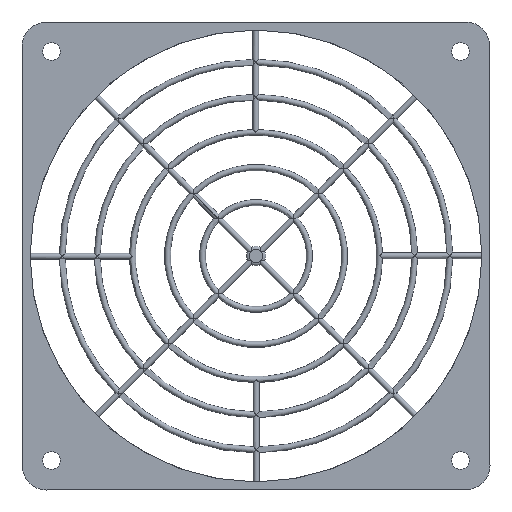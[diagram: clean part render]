
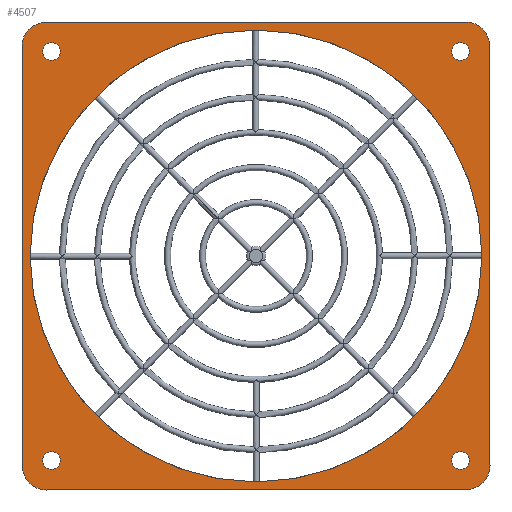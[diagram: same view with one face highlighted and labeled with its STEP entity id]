
A CAD part, front view. The second image highlights one B-rep face of the part: STEP entity #4507.
In plain terms, the highlighted planar face has unit normal (0, -1, 0).
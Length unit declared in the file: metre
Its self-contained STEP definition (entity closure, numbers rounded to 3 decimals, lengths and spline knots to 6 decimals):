
#628=LINE('',#7967,#950);
#630=LINE('',#7971,#952);
#634=LINE('',#7980,#956);
#638=LINE('',#8014,#960);
#950=VECTOR('',#6086,1.);
#952=VECTOR('',#6090,1.);
#956=VECTOR('',#6096,1.);
#960=VECTOR('',#6132,1.);
#2251=ORIENTED_EDGE('',*,*,#2932,.F.);
#2252=ORIENTED_EDGE('',*,*,#2917,.F.);
#2253=ORIENTED_EDGE('',*,*,#2898,.T.);
#2254=ORIENTED_EDGE('',*,*,#2934,.T.);
#2255=ORIENTED_EDGE('',*,*,#2900,.T.);
#2256=ORIENTED_EDGE('',*,*,#2935,.T.);
#2257=ORIENTED_EDGE('',*,*,#2904,.T.);
#2258=ORIENTED_EDGE('',*,*,#2936,.T.);
#2259=ORIENTED_EDGE('',*,*,#2918,.F.);
#2260=ORIENTED_EDGE('',*,*,#2937,.T.);
#2261=ORIENTED_EDGE('',*,*,#2931,.F.);
#2262=ORIENTED_EDGE('',*,*,#2930,.F.);
#2263=ORIENTED_EDGE('',*,*,#2933,.F.);
#2898=EDGE_CURVE('',#3299,#3298,#628,.T.);
#2900=EDGE_CURVE('',#3300,#3301,#630,.T.);
#2904=EDGE_CURVE('',#3304,#3305,#634,.T.);
#2917=EDGE_CURVE('',#3317,#3317,#3505,.T.);
#2918=EDGE_CURVE('',#3318,#3319,#638,.T.);
#2930=EDGE_CURVE('',#3326,#3326,#3514,.T.);
#2931=EDGE_CURVE('',#3327,#3327,#3515,.T.);
#2932=EDGE_CURVE('',#3328,#3328,#3516,.T.);
#2933=EDGE_CURVE('',#3329,#3329,#3517,.T.);
#2934=EDGE_CURVE('',#3298,#3300,#3518,.T.);
#2935=EDGE_CURVE('',#3301,#3304,#3519,.T.);
#2936=EDGE_CURVE('',#3305,#3319,#3520,.T.);
#2937=EDGE_CURVE('',#3318,#3299,#3521,.T.);
#3298=VERTEX_POINT('',#7966);
#3299=VERTEX_POINT('',#7968);
#3300=VERTEX_POINT('',#7972);
#3301=VERTEX_POINT('',#7973);
#3304=VERTEX_POINT('',#7981);
#3305=VERTEX_POINT('',#7982);
#3317=VERTEX_POINT('',#8012);
#3318=VERTEX_POINT('',#8015);
#3319=VERTEX_POINT('',#8016);
#3326=VERTEX_POINT('',#8041);
#3327=VERTEX_POINT('',#8044);
#3328=VERTEX_POINT('',#8047);
#3329=VERTEX_POINT('',#8050);
#3505=CIRCLE('',#4950,0.058);
#3514=CIRCLE('',#4966,0.00225);
#3515=CIRCLE('',#4968,0.00225);
#3516=CIRCLE('',#4970,0.00225);
#3517=CIRCLE('',#4972,0.00225);
#3518=CIRCLE('',#4974,0.006);
#3519=CIRCLE('',#4975,0.006);
#3520=CIRCLE('',#4976,0.006);
#3521=CIRCLE('',#4977,0.006);
#3836=EDGE_LOOP('',(#2251));
#3837=EDGE_LOOP('',(#2252));
#3838=EDGE_LOOP('',(#2253,#2254,#2255,#2256,#2257,#2258,#2259,#2260));
#3839=EDGE_LOOP('',(#2261));
#3840=EDGE_LOOP('',(#2262));
#3841=EDGE_LOOP('',(#2263));
#4160=FACE_BOUND('',#3836,.T.);
#4161=FACE_BOUND('',#3837,.T.);
#4162=FACE_BOUND('',#3838,.T.);
#4163=FACE_BOUND('',#3839,.T.);
#4164=FACE_BOUND('',#3840,.T.);
#4165=FACE_BOUND('',#3841,.T.);
#4259=PLANE('',#4973);
#4507=ADVANCED_FACE('',(#4160,#4161,#4162,#4163,#4164,#4165),#4259,.T.);
#4950=AXIS2_PLACEMENT_3D('',#8011,#6128,#6129);
#4966=AXIS2_PLACEMENT_3D('',#8040,#6164,#6165);
#4968=AXIS2_PLACEMENT_3D('',#8043,#6168,#6169);
#4970=AXIS2_PLACEMENT_3D('',#8046,#6172,#6173);
#4972=AXIS2_PLACEMENT_3D('',#8049,#6176,#6177);
#4973=AXIS2_PLACEMENT_3D('',#8051,#6178,#6179);
#4974=AXIS2_PLACEMENT_3D('',#8052,#6180,#6181);
#4975=AXIS2_PLACEMENT_3D('',#8053,#6182,#6183);
#4976=AXIS2_PLACEMENT_3D('',#8054,#6184,#6185);
#4977=AXIS2_PLACEMENT_3D('',#8055,#6186,#6187);
#6086=DIRECTION('',(0.002,0.,-1.));
#6090=DIRECTION('',(1.,0.,0.002));
#6096=DIRECTION('',(-0.002,0.,1.));
#6128=DIRECTION('',(0.,-1.,0.));
#6129=DIRECTION('',(0.,0.,-1.));
#6132=DIRECTION('',(1.,0.,0.002));
#6164=DIRECTION('',(0.,-1.,0.));
#6165=DIRECTION('',(0.,0.,-1.));
#6168=DIRECTION('',(0.,-1.,0.));
#6169=DIRECTION('',(0.,0.,-1.));
#6172=DIRECTION('',(0.,-1.,0.));
#6173=DIRECTION('',(0.,0.,-1.));
#6176=DIRECTION('',(0.,-1.,0.));
#6177=DIRECTION('',(0.,0.,-1.));
#6178=DIRECTION('',(0.,-1.,0.));
#6179=DIRECTION('',(1.,0.,0.));
#6180=DIRECTION('',(0.,-1.,0.));
#6181=DIRECTION('',(0.,0.,-1.));
#6182=DIRECTION('',(0.,-1.,0.));
#6183=DIRECTION('',(0.,0.,-1.));
#6184=DIRECTION('',(0.,-1.,0.));
#6185=DIRECTION('',(0.,0.,-1.));
#6186=DIRECTION('',(0.,-1.,0.));
#6187=DIRECTION('',(0.,0.,-1.));
#7966=CARTESIAN_POINT('',(-0.059918,-0.005,-0.054091));
#7967=CARTESIAN_POINT('',(-0.06,-0.005,-0.000091));
#7968=CARTESIAN_POINT('',(-0.060082,-0.005,0.053909));
#7971=CARTESIAN_POINT('',(0.000091,-0.005,-0.06));
#7972=CARTESIAN_POINT('',(-0.053909,-0.005,-0.060082));
#7973=CARTESIAN_POINT('',(0.054091,-0.005,-0.059918));
#7980=CARTESIAN_POINT('',(0.06,-0.005,0.000091));
#7981=CARTESIAN_POINT('',(0.060082,-0.005,-0.053909));
#7982=CARTESIAN_POINT('',(0.059918,-0.005,0.054091));
#8011=CARTESIAN_POINT('',(0.,-0.005,0.));
#8012=CARTESIAN_POINT('',(0.,-0.005,-0.058));
#8014=CARTESIAN_POINT('',(-0.000091,-0.005,0.06));
#8015=CARTESIAN_POINT('',(-0.054091,-0.005,0.059918));
#8016=CARTESIAN_POINT('',(0.053909,-0.005,0.060082));
#8040=CARTESIAN_POINT('',(0.0525,-0.005,0.0525));
#8041=CARTESIAN_POINT('',(0.0525,-0.005,0.05025));
#8043=CARTESIAN_POINT('',(0.0525,-0.005,-0.0525));
#8044=CARTESIAN_POINT('',(0.0525,-0.005,-0.05475));
#8046=CARTESIAN_POINT('',(-0.0525,-0.005,-0.0525));
#8047=CARTESIAN_POINT('',(-0.0525,-0.005,-0.05475));
#8049=CARTESIAN_POINT('',(-0.0525,-0.005,0.0525));
#8050=CARTESIAN_POINT('',(-0.0525,-0.005,0.05025));
#8051=CARTESIAN_POINT('',(0.,-0.005,0.));
#8052=CARTESIAN_POINT('',(-0.053918,-0.005,-0.054082));
#8053=CARTESIAN_POINT('',(0.054082,-0.005,-0.053918));
#8054=CARTESIAN_POINT('',(0.053918,-0.005,0.054082));
#8055=CARTESIAN_POINT('',(-0.054082,-0.005,0.053918));
